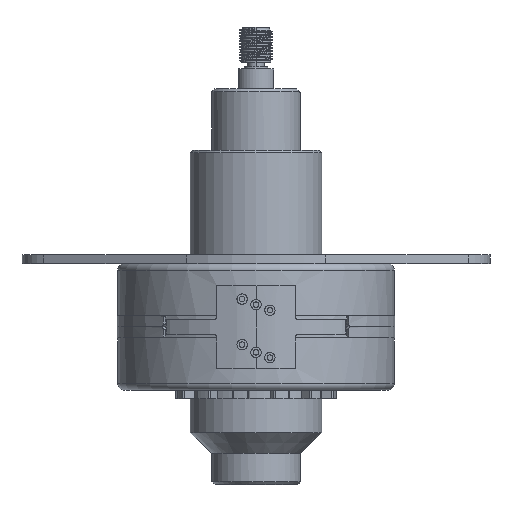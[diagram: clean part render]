
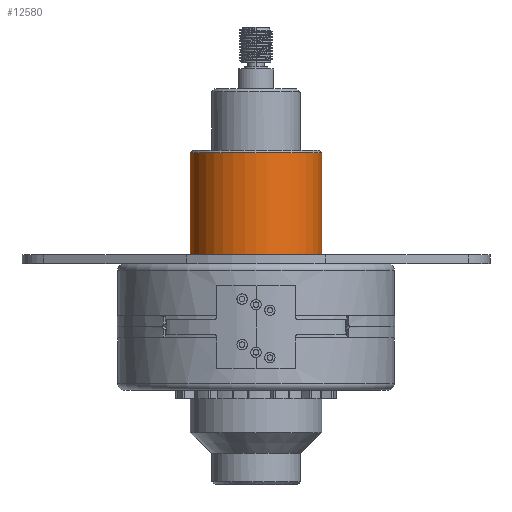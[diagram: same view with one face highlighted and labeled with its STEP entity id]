
A CAD part, front view. The second image highlights one B-rep face of the part: STEP entity #12580.
In plain terms, the highlighted cylindrical face has radius 6.02 mm (diameter 12.04 mm), a partial arc.
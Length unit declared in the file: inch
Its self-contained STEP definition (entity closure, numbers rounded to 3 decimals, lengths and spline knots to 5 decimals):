
#10773=CARTESIAN_POINT('',(0.,0.,0.182));
#10774=DIRECTION('',(0.,0.,1.));
#10775=DIRECTION('',(0.,1.,0.));
#10776=AXIS2_PLACEMENT_3D('',#10773,#10774,#10775);
#10778=DIRECTION('',(0.,0.,1.));
#10779=VECTOR('',#10778,0.367);
#10780=CARTESIAN_POINT('',(0.,0.237,-0.185));
#10781=LINE('',#10780,#10779);
#10782=DIRECTION('',(0.,0.,1.));
#10783=VECTOR('',#10782,0.367);
#10784=CARTESIAN_POINT('',(0.,-0.237,-0.185));
#10785=LINE('',#10784,#10783);
#10786=CARTESIAN_POINT('',(0.,0.,-0.185));
#10787=DIRECTION('',(0.,0.,1.));
#10788=DIRECTION('',(0.,1.,0.));
#10789=AXIS2_PLACEMENT_3D('',#10786,#10787,#10788);
#11756=CARTESIAN_POINT('',(0.,0.237,-0.185));
#11757=CARTESIAN_POINT('',(0.,0.237,0.182));
#11758=VERTEX_POINT('',#11756);
#11759=VERTEX_POINT('',#11757);
#11764=CARTESIAN_POINT('',(0.,-0.237,-0.185));
#11765=CARTESIAN_POINT('',(0.,-0.237,0.182));
#11766=VERTEX_POINT('',#11764);
#11767=VERTEX_POINT('',#11765);
#12566=CARTESIAN_POINT('',(0.,0.,0.45425));
#12567=DIRECTION('',(0.,0.,-1.));
#12568=DIRECTION('',(0.,-1.,0.));
#12569=AXIS2_PLACEMENT_3D('',#12566,#12567,#12568);
#12570=CYLINDRICAL_SURFACE('',#12569,0.237);
#12572=ORIENTED_EDGE('',*,*,#12571,.T.);
#12573=ORIENTED_EDGE('',*,*,#12561,.T.);
#12575=ORIENTED_EDGE('',*,*,#12574,.F.);
#12577=ORIENTED_EDGE('',*,*,#12576,.F.);
#12578=EDGE_LOOP('',(#12572,#12573,#12575,#12577));
#12579=FACE_OUTER_BOUND('',#12578,.F.);
#12580=ADVANCED_FACE('',(#12579),#12570,.T.);
#10777=CIRCLE('',#10776,0.237);
#10790=CIRCLE('',#10789,0.237);
#12561=EDGE_CURVE('',#11759,#11767,#10777,.T.);
#12571=EDGE_CURVE('',#11758,#11759,#10781,.T.);
#12574=EDGE_CURVE('',#11766,#11767,#10785,.T.);
#12576=EDGE_CURVE('',#11758,#11766,#10790,.T.);
